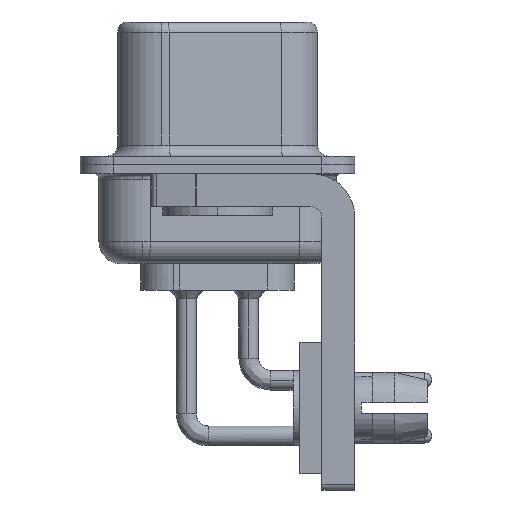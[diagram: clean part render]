
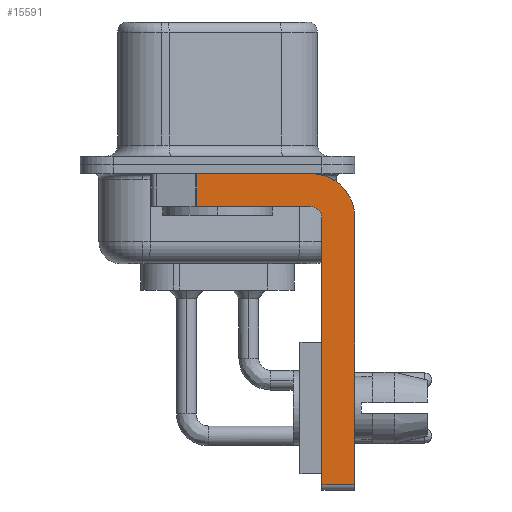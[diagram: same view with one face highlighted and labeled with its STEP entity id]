
A CAD part, left-side view. The second image highlights one B-rep face of the part: STEP entity #15591.
In plain terms, the highlighted planar face has unit normal (-1, 0, 0).
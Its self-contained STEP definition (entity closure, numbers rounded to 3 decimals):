
#1596 = VERTEX_POINT ( 'NONE', #9355 ) ;
#2001 = DIRECTION ( 'NONE',  ( 0., 0., -1. ) ) ;
#2241 = VECTOR ( 'NONE', #19244, 1000. ) ;
#2299 = ORIENTED_EDGE ( 'NONE', *, *, #4425, .T. ) ;
#2506 = EDGE_CURVE ( 'NONE', #20518, #9750, #15055, .T. ) ;
#2570 = CARTESIAN_POINT ( 'NONE',  ( -2.9, -4.75, -14.55 ) ) ;
#2609 = CARTESIAN_POINT ( 'NONE',  ( -2.9, 3., -0.4 ) ) ;
#3105 = AXIS2_PLACEMENT_3D ( 'NONE', #3801, #16154, #5572 ) ;
#3751 = CARTESIAN_POINT ( 'NONE',  ( -2.9, -4.25, -14.55 ) ) ;
#3801 = CARTESIAN_POINT ( 'NONE',  ( -2.9, -4.25, -2.4 ) ) ;
#3926 = ORIENTED_EDGE ( 'NONE', *, *, #21853, .F. ) ;
#4425 = EDGE_CURVE ( 'NONE', #6919, #14059, #14682, .T. ) ;
#4895 = VERTEX_POINT ( 'NONE', #5907 ) ;
#5572 = DIRECTION ( 'NONE',  ( 0., 0., -1. ) ) ;
#5732 = VECTOR ( 'NONE', #14360, 1000. ) ;
#5857 = CARTESIAN_POINT ( 'NONE',  ( -2.9, 0.978, -0.4 ) ) ;
#5907 = CARTESIAN_POINT ( 'NONE',  ( -2.9, -4.25, -1.9 ) ) ;
#6259 = ORIENTED_EDGE ( 'NONE', *, *, #15460, .F. ) ;
#6339 = CARTESIAN_POINT ( 'NONE',  ( -2.9, -4.25, -2.4 ) ) ;
#6435 = EDGE_CURVE ( 'NONE', #9750, #4895, #19796, .T. ) ;
#6471 = CARTESIAN_POINT ( 'NONE',  ( -2.9, 0.978, -1.9 ) ) ;
#6919 = VERTEX_POINT ( 'NONE', #5857 ) ;
#7384 = AXIS2_PLACEMENT_3D ( 'NONE', #9005, #12569, #2001 ) ;
#7784 = VECTOR ( 'NONE', #10977, 1000. ) ;
#8089 = DIRECTION ( 'NONE',  ( 0., 0., 1. ) ) ;
#8403 = CARTESIAN_POINT ( 'NONE',  ( -2.9, -4.75, -14.8 ) ) ;
#8604 = CARTESIAN_POINT ( 'NONE',  ( -2.9, -4.25, -0.4 ) ) ;
#8659 = VERTEX_POINT ( 'NONE', #19333 ) ;
#8907 = CIRCLE ( 'NONE', #3105, 2. ) ;
#9005 = CARTESIAN_POINT ( 'NONE',  ( -2.9, -4.25, -2.4 ) ) ;
#9080 = ORIENTED_EDGE ( 'NONE', *, *, #9270, .T. ) ;
#9270 = EDGE_CURVE ( 'NONE', #20518, #8659, #19787, .T. ) ;
#9355 = CARTESIAN_POINT ( 'NONE',  ( -2.9, -6.25, -2.4 ) ) ;
#9601 = DIRECTION ( 'NONE',  ( 0., -1., 0. ) ) ;
#9750 = VERTEX_POINT ( 'NONE', #15649 ) ;
#10016 = AXIS2_PLACEMENT_3D ( 'NONE', #6339, #18667, #8089 ) ;
#10204 = DIRECTION ( 'NONE',  ( 0., 0., 1. ) ) ;
#10516 = ORIENTED_EDGE ( 'NONE', *, *, #6435, .F. ) ;
#10977 = DIRECTION ( 'NONE',  ( 0., 0., -1. ) ) ;
#11618 = LINE ( 'NONE', #17485, #2241 ) ;
#11871 = ORIENTED_EDGE ( 'NONE', *, *, #2506, .F. ) ;
#12002 = ORIENTED_EDGE ( 'NONE', *, *, #12813, .F. ) ;
#12569 = DIRECTION ( 'NONE',  ( 1., 0., 0. ) ) ;
#12763 = EDGE_CURVE ( 'NONE', #13871, #1596, #8907, .T. ) ;
#12813 = EDGE_CURVE ( 'NONE', #1596, #8659, #17197, .T. ) ;
#13573 = FACE_OUTER_BOUND ( 'NONE', #14264, .T. ) ;
#13871 = VERTEX_POINT ( 'NONE', #8604 ) ;
#14059 = VERTEX_POINT ( 'NONE', #17929 ) ;
#14128 = VECTOR ( 'NONE', #18804, 1000. ) ;
#14212 = LINE ( 'NONE', #2609, #21924 ) ;
#14264 = EDGE_LOOP ( 'NONE', ( #3926, #2299, #6259, #10516, #11871, #9080, #12002, #14473 ) ) ;
#14360 = DIRECTION ( 'NONE',  ( 0., -1., 0. ) ) ;
#14473 = ORIENTED_EDGE ( 'NONE', *, *, #12763, .F. ) ;
#14682 = LINE ( 'NONE', #6471, #14128 ) ;
#15055 = LINE ( 'NONE', #8403, #19696 ) ;
#15460 = EDGE_CURVE ( 'NONE', #4895, #14059, #11618, .T. ) ;
#15591 = ADVANCED_FACE ( 'NONE', ( #13573 ), #16043, .F. ) ;
#15649 = CARTESIAN_POINT ( 'NONE',  ( -2.9, -4.75, -2.4 ) ) ;
#16043 = PLANE ( 'NONE',  #7384 ) ;
#16154 = DIRECTION ( 'NONE',  ( 1., 0., 0. ) ) ;
#17197 = LINE ( 'NONE', #17899, #7784 ) ;
#17485 = CARTESIAN_POINT ( 'NONE',  ( -2.9, -4.25, -1.9 ) ) ;
#17899 = CARTESIAN_POINT ( 'NONE',  ( -2.9, -6.25, -2.4 ) ) ;
#17929 = CARTESIAN_POINT ( 'NONE',  ( -2.9, 0.978, -1.9 ) ) ;
#18667 = DIRECTION ( 'NONE',  ( -1., 0., 0. ) ) ;
#18804 = DIRECTION ( 'NONE',  ( 0., 0., -1. ) ) ;
#19244 = DIRECTION ( 'NONE',  ( 0., 1., 0. ) ) ;
#19333 = CARTESIAN_POINT ( 'NONE',  ( -2.9, -6.25, -14.55 ) ) ;
#19696 = VECTOR ( 'NONE', #10204, 1000. ) ;
#19787 = LINE ( 'NONE', #3751, #5732 ) ;
#19796 = CIRCLE ( 'NONE', #10016, 0.5 ) ;
#20518 = VERTEX_POINT ( 'NONE', #2570 ) ;
#21853 = EDGE_CURVE ( 'NONE', #6919, #13871, #14212, .T. ) ;
#21924 = VECTOR ( 'NONE', #9601, 1000. ) ;
